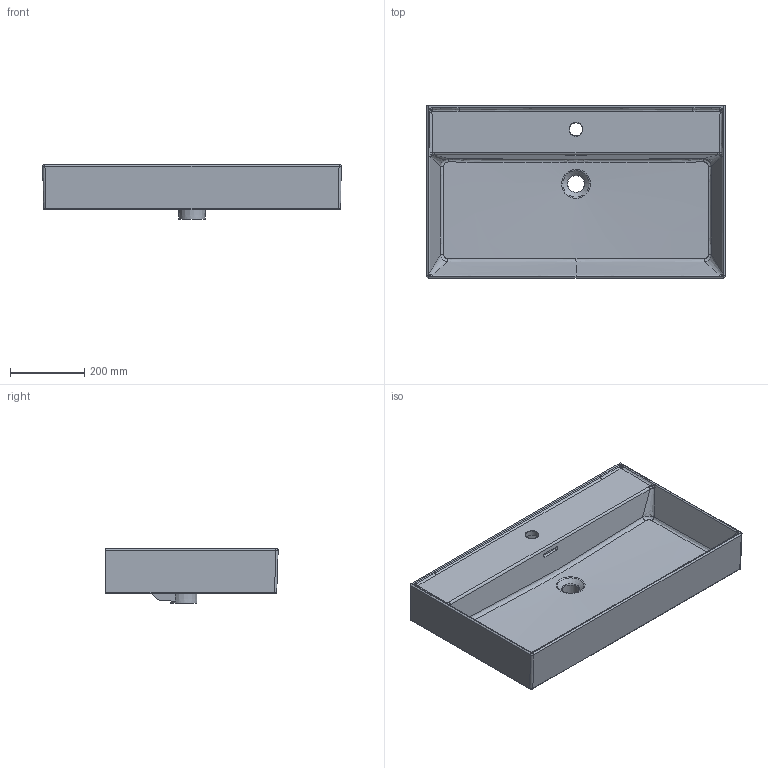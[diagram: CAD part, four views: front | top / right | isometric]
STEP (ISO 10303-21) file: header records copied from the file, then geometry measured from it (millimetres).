
FILE_DESCRIPTION(/* description */ (''),/* implementation_level */ '2;1');
FILE_NAME(/* name */ '1377 veneto ince kenarli 80 cm WB.stp',/* time_stamp */ '2016-12-27T09:07:34+03:00',/* author */ (''),/* organization */ (''),/* preprocessor_version */ 'ST-DEVELOPER v16',/* originating_system */ 'SIEMENS PLM Software NX 10.0',/* authorisation */ '');
FILE_SCHEMA (('AP203_CONFIGURATION_CONTROLLED_3D_DESIGN_OF_MECHANICAL_PARTS_AND_ASSEMBLIES_MIM_LF { 1 0 10303 403 2 1 2}'));
Length unit declared in the file: millimetre
Products named in the file (1): Cosk106CAD83tv47
Bounding box: 803.87 x 464.12 x 146 mm (x, y, z)
Volume: 13920630 mm3; surface area: 1334697.1 mm2
Topology: 1 solids, 1 shells, 156 faces, 415 edges, 260 vertices
Faces by surface type: bspline 96, plane 30, cylinder 22, cone 4, extrusion 2, torus 2
Full cylindrical faces by diameter (mm): 35 x1, 45 x1
Entity records: 7287 total; most frequent: CARTESIAN_POINT 4166, ORIENTED_EDGE 794, EDGE_CURVE 397, DIRECTION 375, VERTEX_POINT 254, B_SPLINE_CURVE_WITH_KNOTS 229, EDGE_LOOP 175, ADVANCED_FACE 156
